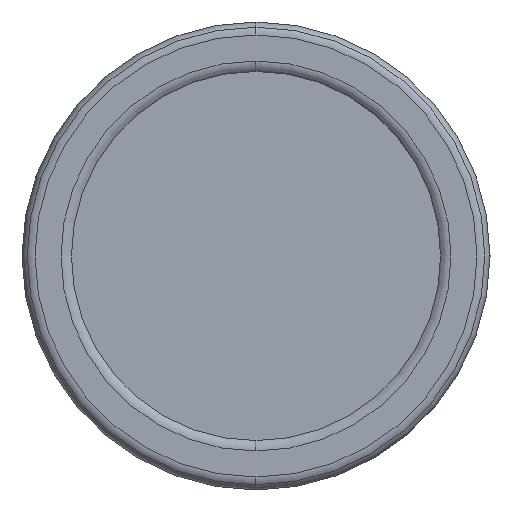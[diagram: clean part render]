
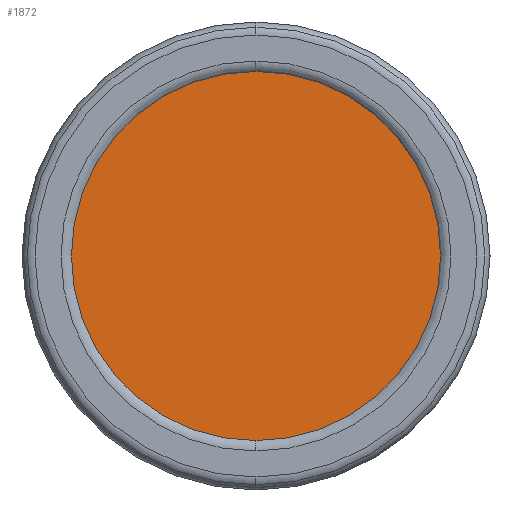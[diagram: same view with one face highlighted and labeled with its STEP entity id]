
A CAD part, left-side view. The second image highlights one B-rep face of the part: STEP entity #1872.
In plain terms, the highlighted planar face has unit normal (-1, 0, 0).
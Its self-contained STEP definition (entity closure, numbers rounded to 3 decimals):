
#95 = ORIENTED_EDGE ( 'NONE', *, *, #278, .F. ) ;
#255 = CARTESIAN_POINT ( 'NONE',  ( 0., 0., 0. ) ) ;
#278 = EDGE_CURVE ( 'NONE', #429, #315, #1159, .T. ) ;
#315 = VERTEX_POINT ( 'NONE', #855 ) ;
#357 = CARTESIAN_POINT ( 'NONE',  ( 0., 0., 0. ) ) ;
#429 = VERTEX_POINT ( 'NONE', #1092 ) ;
#472 = DIRECTION ( 'NONE',  ( 0., 0., -1. ) ) ;
#577 = DIRECTION ( 'NONE',  ( 1., 0., 0. ) ) ;
#809 = CARTESIAN_POINT ( 'NONE',  ( 0., 0., 0. ) ) ;
#855 = CARTESIAN_POINT ( 'NONE',  ( 0., 0., 8.5 ) ) ;
#935 = ORIENTED_EDGE ( 'NONE', *, *, #1584, .F. ) ;
#981 = AXIS2_PLACEMENT_3D ( 'NONE', #809, #2153, #2363 ) ;
#1092 = CARTESIAN_POINT ( 'NONE',  ( 0., 0., -8.5 ) ) ;
#1159 = CIRCLE ( 'NONE', #981, 8.5 ) ;
#1584 = EDGE_CURVE ( 'NONE', #315, #429, #2316, .T. ) ;
#1600 = AXIS2_PLACEMENT_3D ( 'NONE', #357, #577, #2163 ) ;
#1704 = PLANE ( 'NONE',  #1600 ) ;
#1820 = DIRECTION ( 'NONE',  ( 1., 0., 0. ) ) ;
#1872 = ADVANCED_FACE ( 'NONE', ( #2404 ), #1704, .F. ) ;
#2153 = DIRECTION ( 'NONE',  ( 1., 0., 0. ) ) ;
#2163 = DIRECTION ( 'NONE',  ( 0., 0., -1. ) ) ;
#2316 = CIRCLE ( 'NONE', #2861, 8.5 ) ;
#2363 = DIRECTION ( 'NONE',  ( 0., 0., -1. ) ) ;
#2404 = FACE_OUTER_BOUND ( 'NONE', #2486, .T. ) ;
#2486 = EDGE_LOOP ( 'NONE', ( #935, #95 ) ) ;
#2861 = AXIS2_PLACEMENT_3D ( 'NONE', #255, #1820, #472 ) ;
